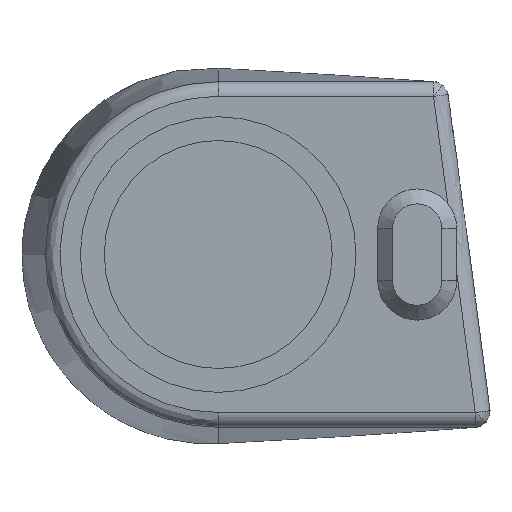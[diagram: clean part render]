
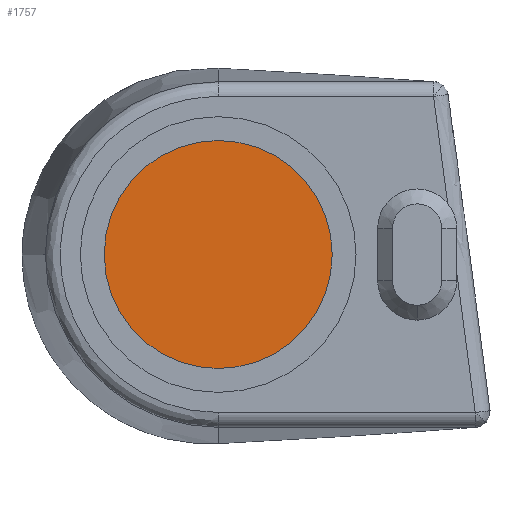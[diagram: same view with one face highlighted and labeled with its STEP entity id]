
A CAD part, left-side view. The second image highlights one B-rep face of the part: STEP entity #1757.
In plain terms, the highlighted planar face has unit normal (-1, 0, 0).
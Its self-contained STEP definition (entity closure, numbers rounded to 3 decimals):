
#18 = DIRECTION ( 'NONE',  ( 0., 0., 1. ) ) ;
#28 = CARTESIAN_POINT ( 'NONE',  ( 82.8, -15.9, 193. ) ) ;
#85 = DIRECTION ( 'NONE',  ( -1., 0., 0. ) ) ;
#487 = AXIS2_PLACEMENT_3D ( 'NONE', #913, #1561, #1542 ) ;
#540 = ORIENTED_EDGE ( 'NONE', *, *, #671, .T. ) ;
#622 = PLANE ( 'NONE',  #487 ) ;
#671 = EDGE_CURVE ( 'NONE', #1341, #1646, #845, .T. ) ;
#716 = DIRECTION ( 'NONE',  ( 0., 0., 1. ) ) ;
#815 = FACE_OUTER_BOUND ( 'NONE', #1669, .T. ) ;
#845 = CIRCLE ( 'NONE', #1147, 7.65 ) ;
#875 = CARTESIAN_POINT ( 'NONE',  ( 82.8, -15.9, 193. ) ) ;
#913 = CARTESIAN_POINT ( 'NONE',  ( 82.8, 0., 0. ) ) ;
#943 = EDGE_CURVE ( 'NONE', #1646, #1341, #1160, .T. ) ;
#947 = ORIENTED_EDGE ( 'NONE', *, *, #943, .T. ) ;
#953 = CARTESIAN_POINT ( 'NONE',  ( 82.8, -15.9, 200.65 ) ) ;
#980 = DIRECTION ( 'NONE',  ( -1., 0., 0. ) ) ;
#1147 = AXIS2_PLACEMENT_3D ( 'NONE', #28, #980, #18 ) ;
#1160 = CIRCLE ( 'NONE', #1977, 7.65 ) ;
#1341 = VERTEX_POINT ( 'NONE', #1833 ) ;
#1542 = DIRECTION ( 'NONE',  ( 0., 0., 1. ) ) ;
#1561 = DIRECTION ( 'NONE',  ( -1., 0., 0. ) ) ;
#1646 = VERTEX_POINT ( 'NONE', #953 ) ;
#1669 = EDGE_LOOP ( 'NONE', ( #947, #540 ) ) ;
#1757 = ADVANCED_FACE ( 'NONE', ( #815 ), #622, .T. ) ;
#1833 = CARTESIAN_POINT ( 'NONE',  ( 82.8, -15.9, 185.35 ) ) ;
#1977 = AXIS2_PLACEMENT_3D ( 'NONE', #875, #85, #716 ) ;
